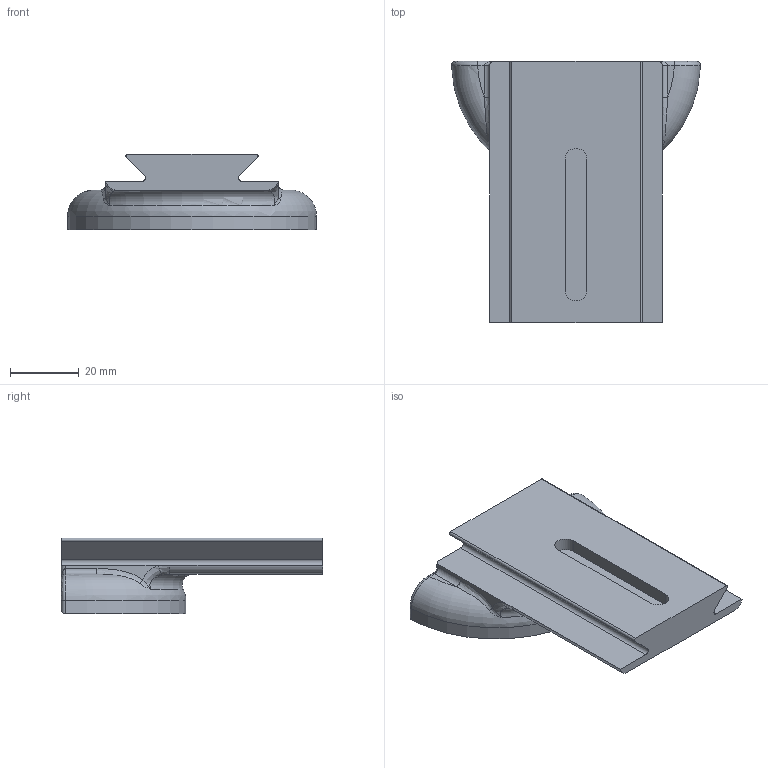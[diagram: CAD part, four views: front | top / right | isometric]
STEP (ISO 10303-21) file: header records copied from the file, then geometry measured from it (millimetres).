
FILE_DESCRIPTION(/* description */ (''),/* implementation_level */ '2;1');
FILE_NAME(/* name */ 'chinrest_piece.step',/* time_stamp */ '2021-05-17T17:07:38-07:00',/* author */ (''),/* organization */ (''),/* preprocessor_version */ 'ST-DEVELOPER v18.1',/* originating_system */ 'Autodesk Translation Framework v10.6.0.1341',/* authorisation */ '');
FILE_SCHEMA (('AUTOMOTIVE_DESIGN { 1 0 10303 214 3 1 1 }'));
Length unit declared in the file: inch
Products named in the file (2): chinrest arm simple; Chin Rest
Assembly tree (1 placements, depth 2):
  chinrest arm simple
    Chin Rest
Bounding box: 72.59 x 76.2 x 22.09 mm (x, y, z)
Volume: 41989.5 mm3; surface area: 13809.2 mm2
Topology: 1 solids, 1 shells, 60 faces, 147 edges, 86 vertices
Faces by surface type: cylinder 20, bspline 18, plane 17, torus 4, cone 1
Entity records: 2276 total; most frequent: CARTESIAN_POINT 909, ORIENTED_EDGE 286, DIRECTION 257, EDGE_CURVE 143, AXIS2_PLACEMENT_3D 101, VERTEX_POINT 86, EDGE_LOOP 61, FACE_OUTER_BOUND 60
